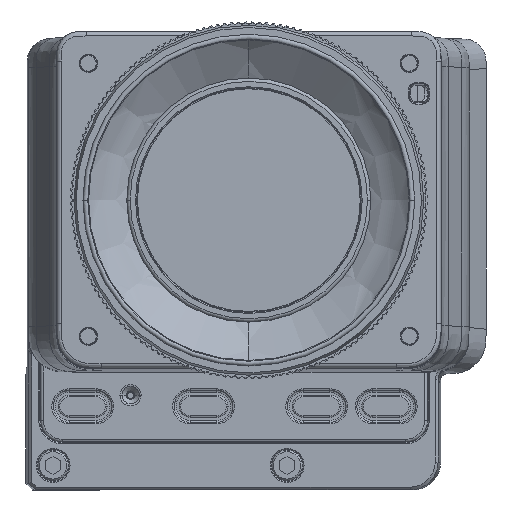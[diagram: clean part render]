
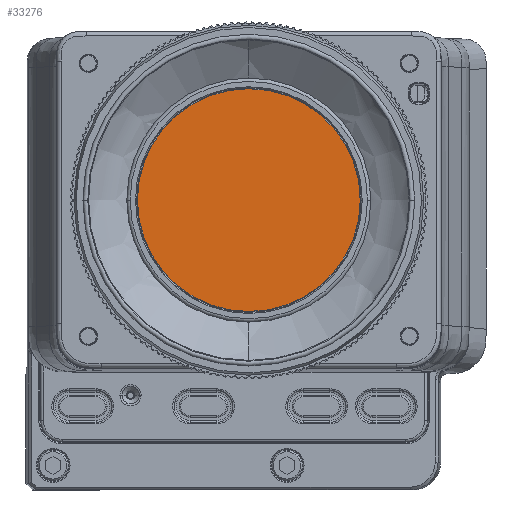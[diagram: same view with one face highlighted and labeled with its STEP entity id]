
A CAD part, top view. The second image highlights one B-rep face of the part: STEP entity #33276.
In plain terms, the highlighted planar face has unit normal (0, 0, 1).
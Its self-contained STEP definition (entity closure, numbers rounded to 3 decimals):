
#4852 = AXIS2_PLACEMENT_3D ( 'NONE', #68548, #91280, #80455 ) ;
#16238 = VERTEX_POINT ( 'NONE', #56586 ) ;
#16872 = AXIS2_PLACEMENT_3D ( 'NONE', #102409, #31803, #114245 ) ;
#18357 = EDGE_CURVE ( 'NONE', #16238, #124310, #113474, .T. ) ;
#31803 = DIRECTION ( 'NONE',  ( 0., 0., 1. ) ) ;
#32003 = PLANE ( 'NONE',  #4852 ) ;
#33276 = ADVANCED_FACE ( 'NONE', ( #137754 ), #32003, .T. ) ;
#49323 = ORIENTED_EDGE ( 'NONE', *, *, #18357, .T. ) ;
#55928 = CARTESIAN_POINT ( 'NONE',  ( 0.131, 5.851, 124.558 ) ) ;
#56586 = CARTESIAN_POINT ( 'NONE',  ( -19.869, 5.851, 124.558 ) ) ;
#67731 = DIRECTION ( 'NONE',  ( 1., 0., 0. ) ) ;
#68548 = CARTESIAN_POINT ( 'NONE',  ( 0.131, 5.851, 124.558 ) ) ;
#79596 = CARTESIAN_POINT ( 'NONE',  ( 20.131, 5.851, 124.558 ) ) ;
#80455 = DIRECTION ( 'NONE',  ( 1., 0., 0. ) ) ;
#85955 = CIRCLE ( 'NONE', #16872, 20. ) ;
#91280 = DIRECTION ( 'NONE',  ( 0., 0., 1. ) ) ;
#93041 = AXIS2_PLACEMENT_3D ( 'NONE', #55928, #138271, #67731 ) ;
#102409 = CARTESIAN_POINT ( 'NONE',  ( 0.131, 5.851, 124.558 ) ) ;
#102414 = EDGE_CURVE ( 'NONE', #124310, #16238, #85955, .T. ) ;
#104908 = ORIENTED_EDGE ( 'NONE', *, *, #102414, .T. ) ;
#113474 = CIRCLE ( 'NONE', #93041, 20. ) ;
#114245 = DIRECTION ( 'NONE',  ( 1., 0., 0. ) ) ;
#124310 = VERTEX_POINT ( 'NONE', #79596 ) ;
#137754 = FACE_OUTER_BOUND ( 'NONE', #138060, .T. ) ;
#138060 = EDGE_LOOP ( 'NONE', ( #49323, #104908 ) ) ;
#138271 = DIRECTION ( 'NONE',  ( 0., 0., 1. ) ) ;
